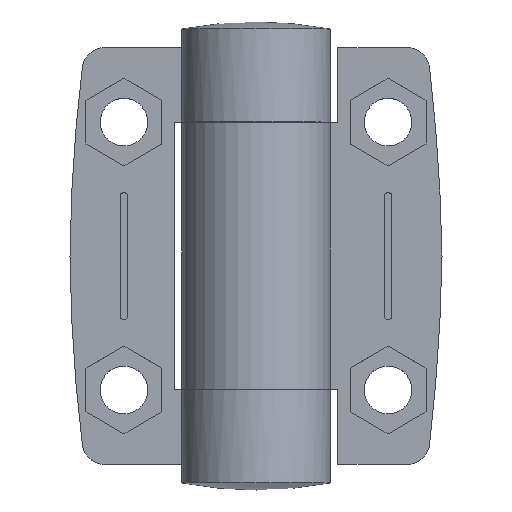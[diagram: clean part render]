
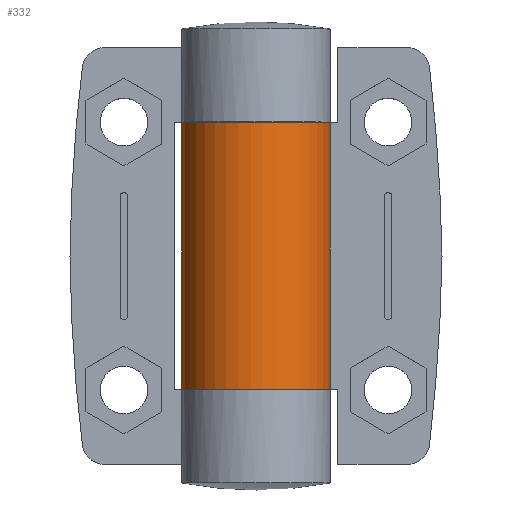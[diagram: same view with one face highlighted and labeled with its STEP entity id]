
A CAD part, top view. The second image highlights one B-rep face of the part: STEP entity #332.
In plain terms, the highlighted cylindrical face has radius 10 mm (diameter 20 mm), a partial arc.
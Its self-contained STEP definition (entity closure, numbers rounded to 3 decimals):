
#332 = ADVANCED_FACE( '', ( #705 ), #706, .T. );
#705 = FACE_OUTER_BOUND( '', #1086, .T. );
#706 = CYLINDRICAL_SURFACE( '', #1087, 10. );
#1086 = EDGE_LOOP( '', ( #2032, #2033, #2034, #2035 ) );
#1087 = AXIS2_PLACEMENT_3D( '', #2036, #2037, #2038 );
#2032 = ORIENTED_EDGE( '', *, *, #2559, .T. );
#2033 = ORIENTED_EDGE( '', *, *, #2499, .F. );
#2034 = ORIENTED_EDGE( '', *, *, #2478, .F. );
#2035 = ORIENTED_EDGE( '', *, *, #2525, .T. );
#2036 = CARTESIAN_POINT( '', ( 0., 17.9, 0. ) );
#2037 = DIRECTION( '', ( 0., 1., 0. ) );
#2038 = DIRECTION( '', ( 0., 0., -1. ) );
#2478 = EDGE_CURVE( '', #3064, #3066, #3067, .T. );
#2499 = EDGE_CURVE( '', #3066, #3087, #3092, .T. );
#2525 = EDGE_CURVE( '', #3064, #3122, #3124, .T. );
#2559 = EDGE_CURVE( '', #3122, #3087, #3159, .T. );
#3064 = VERTEX_POINT( '', #3853 );
#3066 = VERTEX_POINT( '', #3856 );
#3067 = CIRCLE( '', #3857, 10. );
#3087 = VERTEX_POINT( '', #3888 );
#3092 = LINE( '', #3896, #3897 );
#3122 = VERTEX_POINT( '', #3939 );
#3124 = LINE( '', #3942, #3943 );
#3159 = CIRCLE( '', #3990, 10. );
#3853 = CARTESIAN_POINT( '', ( -3.049, 17.9, -9.524 ) );
#3856 = CARTESIAN_POINT( '', ( 9.682, 17.9, -2.5 ) );
#3857 = AXIS2_PLACEMENT_3D( '', #4353, #4354, #4355 );
#3888 = CARTESIAN_POINT( '', ( 9.682, -17.9, -2.5 ) );
#3896 = CARTESIAN_POINT( '', ( 9.682, 17.9, -2.5 ) );
#3897 = VECTOR( '', #4373, 1000. );
#3939 = CARTESIAN_POINT( '', ( -3.049, -17.9, -9.524 ) );
#3942 = CARTESIAN_POINT( '', ( -3.049, 17.9, -9.524 ) );
#3943 = VECTOR( '', #4390, 1000. );
#3990 = AXIS2_PLACEMENT_3D( '', #4409, #4410, #4411 );
#4353 = CARTESIAN_POINT( '', ( 0., 17.9, 0. ) );
#4354 = DIRECTION( '', ( 0., 1., 0. ) );
#4355 = DIRECTION( '', ( 1., 0., 0. ) );
#4373 = DIRECTION( '', ( 0., -1., 0. ) );
#4390 = DIRECTION( '', ( 0., -1., 0. ) );
#4409 = CARTESIAN_POINT( '', ( 0., -17.9, 0. ) );
#4410 = DIRECTION( '', ( 0., 1., 0. ) );
#4411 = DIRECTION( '', ( 1., 0., 0. ) );
